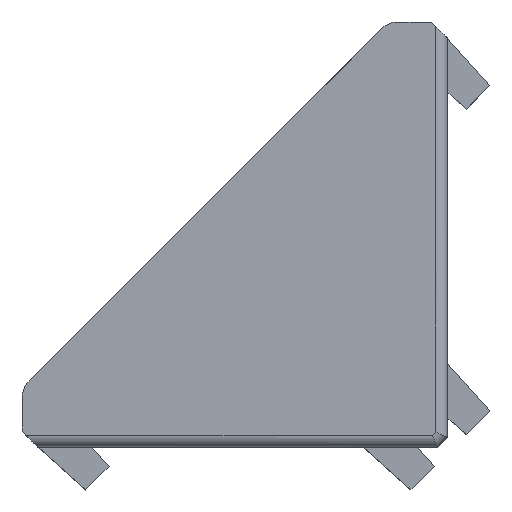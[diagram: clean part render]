
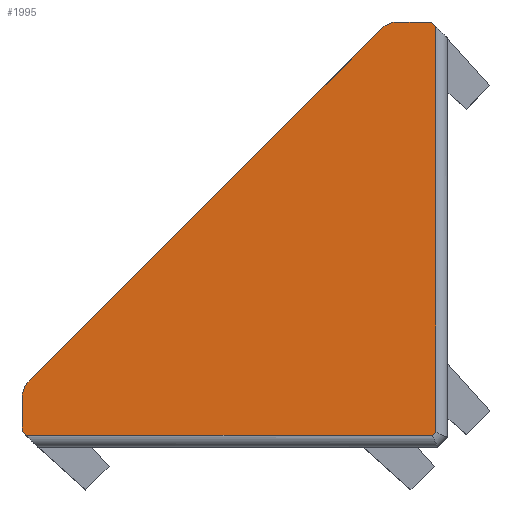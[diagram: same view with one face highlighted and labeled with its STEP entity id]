
A CAD part, top view. The second image highlights one B-rep face of the part: STEP entity #1995.
In plain terms, the highlighted planar face has unit normal (0.012, -0.012, 1).
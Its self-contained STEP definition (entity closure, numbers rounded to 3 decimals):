
#1068=CARTESIAN_POINT('',(-0.494,17.818,8.973));
#1069=VERTEX_POINT('',#1068);
#1070=CARTESIAN_POINT('',(-0.676,18.,8.977));
#1071=VERTEX_POINT('',#1070);
#1072=CARTESIAN_POINT('',(-0.494,17.818,8.973));
#1073=DIRECTION('',(-0.707,0.707,0.017));
#1074=VECTOR('',#1073,0.258);
#1075=LINE('',#1072,#1074);
#1076=EDGE_CURVE('',#1069,#1071,#1075,.T.);
#1181=CARTESIAN_POINT('',(-17.818,0.494,8.973));
#1182=VERTEX_POINT('',#1181);
#1190=CARTESIAN_POINT('',(-18.,0.676,8.977));
#1191=VERTEX_POINT('',#1190);
#1192=CARTESIAN_POINT('',(-18.0,0.676,8.977));
#1193=DIRECTION('',(0.707,-0.707,-0.017));
#1194=VECTOR('',#1193,0.258);
#1195=LINE('',#1192,#1194);
#1196=EDGE_CURVE('',#1191,#1182,#1195,.T.);
#1592=CARTESIAN_POINT('',(-17.707,2.799,9.0));
#1593=VERTEX_POINT('',#1592);
#1600=CARTESIAN_POINT('',(-2.799,17.707,9.0));
#1601=VERTEX_POINT('',#1600);
#1602=CARTESIAN_POINT('',(-2.799,17.707,9.0));
#1603=DIRECTION('',(-0.707,-0.707,0.0));
#1604=VECTOR('',#1603,21.083);
#1605=LINE('',#1602,#1604);
#1606=EDGE_CURVE('',#1601,#1593,#1605,.T.);
#1762=CARTESIAN_POINT('',(-2.092,18.,8.995));
#1763=VERTEX_POINT('',#1762);
#1764=CARTESIAN_POINT('',(-2.092,17.,8.983));
#1765=DIRECTION('',(0.012,-0.012,1.));
#1766=DIRECTION('',(-0.707,0.707,0.017));
#1767=AXIS2_PLACEMENT_3D('',#1764,#1765,#1766);
#1768=CIRCLE('',#1767,1.);
#1769=EDGE_CURVE('',#1763,#1601,#1768,.T.);
#1794=CARTESIAN_POINT('',(-18.,2.092,8.995));
#1795=VERTEX_POINT('',#1794);
#1802=CARTESIAN_POINT('',(-17.,2.092,8.983));
#1803=DIRECTION('',(0.012,-0.012,1.));
#1804=DIRECTION('',(-1.,0.,0.012));
#1805=AXIS2_PLACEMENT_3D('',#1802,#1803,#1804);
#1806=CIRCLE('',#1805,1.);
#1807=EDGE_CURVE('',#1593,#1795,#1806,.T.);
#1825=CARTESIAN_POINT('',(-18.,2.092,8.995));
#1826=DIRECTION('',(0.,-1.,-0.012));
#1827=VECTOR('',#1826,1.416);
#1828=LINE('',#1825,#1827);
#1829=EDGE_CURVE('',#1795,#1191,#1828,.T.);
#1949=CARTESIAN_POINT('',(-0.676,18.,8.977));
#1950=DIRECTION('',(-1.,0.0,0.012));
#1951=VECTOR('',#1950,1.416);
#1952=LINE('',#1949,#1951);
#1953=EDGE_CURVE('',#1071,#1763,#1952,.T.);
#1959=CARTESIAN_POINT('',(-2.799,17.707,9.0));
#1960=DIRECTION('',(0.012,-0.012,1.));
#1961=DIRECTION('',(1.,0.0,-0.012));
#1962=AXIS2_PLACEMENT_3D('',#1959,#1960,#1961);
#1963=PLANE('',#1962);
#1964=ORIENTED_EDGE('',*,*,#1196,.T.);
#1965=CARTESIAN_POINT('',(-0.625,0.494,8.761));
#1966=VERTEX_POINT('',#1965);
#1967=CARTESIAN_POINT('',(-17.818,0.494,8.973));
#1968=DIRECTION('',(1.,0.,-0.012));
#1969=VECTOR('',#1968,17.194);
#1970=LINE('',#1967,#1969);
#1971=EDGE_CURVE('',#1182,#1966,#1970,.T.);
#1972=ORIENTED_EDGE('',*,*,#1971,.T.);
#1973=CARTESIAN_POINT('',(-0.494,0.625,8.761));
#1974=VERTEX_POINT('',#1973);
#1975=CARTESIAN_POINT('',(-0.625,0.494,8.761));
#1976=DIRECTION('',(0.707,0.707,0.0));
#1977=VECTOR('',#1976,0.186);
#1978=LINE('',#1975,#1977);
#1979=EDGE_CURVE('',#1966,#1974,#1978,.T.);
#1980=ORIENTED_EDGE('',*,*,#1979,.T.);
#1981=CARTESIAN_POINT('',(-0.494,0.625,8.761));
#1982=DIRECTION('',(0.,1.,0.012));
#1983=VECTOR('',#1982,17.194);
#1984=LINE('',#1981,#1983);
#1985=EDGE_CURVE('',#1974,#1069,#1984,.T.);
#1986=ORIENTED_EDGE('',*,*,#1985,.T.);
#1987=ORIENTED_EDGE('',*,*,#1076,.T.);
#1988=ORIENTED_EDGE('',*,*,#1953,.T.);
#1989=ORIENTED_EDGE('',*,*,#1769,.T.);
#1990=ORIENTED_EDGE('',*,*,#1606,.T.);
#1991=ORIENTED_EDGE('',*,*,#1807,.T.);
#1992=ORIENTED_EDGE('',*,*,#1829,.T.);
#1993=EDGE_LOOP('',(#1964,#1972,#1980,#1986,#1987,#1988,#1989,#1990,#1991,#1992));
#1994=FACE_OUTER_BOUND('',#1993,.T.);
#1995=ADVANCED_FACE('',(#1994),#1963,.T.);
